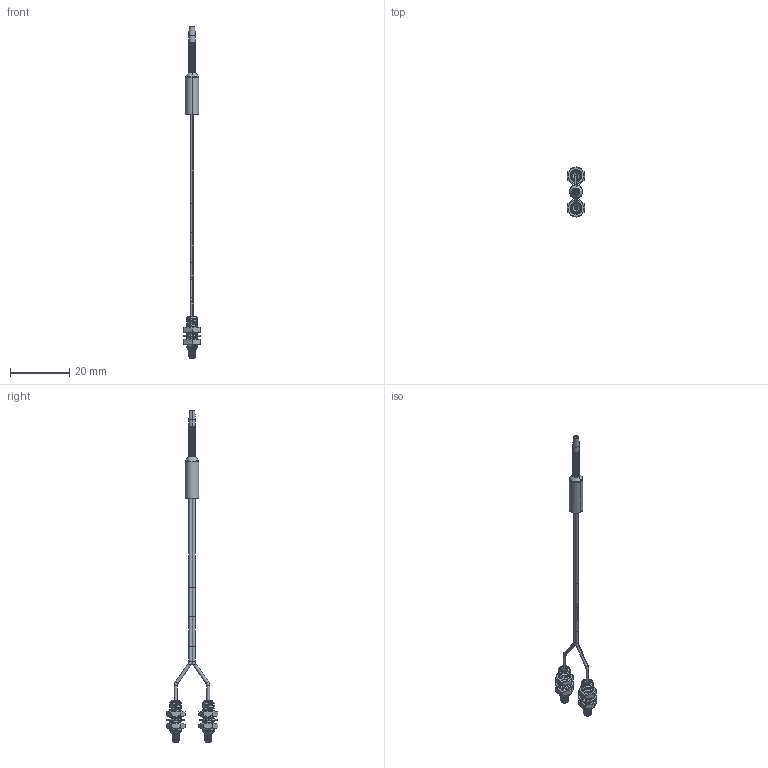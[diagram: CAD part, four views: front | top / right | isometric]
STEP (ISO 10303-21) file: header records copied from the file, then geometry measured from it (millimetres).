
FILE_DESCRIPTION((''),'2;1');
FILE_NAME('193967_ASM','2016-03-09T',('pdmadmin'),(''),'PRO/ENGINEER BY PARAMETRIC TECHNOLOGY CORPORATION, 2013230','PRO/ENGINEER BY PARAMETRIC TECHNOLOGY CORPORATION, 2013230','');
FILE_SCHEMA(('CONFIG_CONTROL_DESIGN'));
Length unit declared in the file: inch
Products named in the file (8): 112649; 10141; 10141_CURVED; 38712; 08393_M3_ITLW_NI_PLATE; 08396_M3X0; 65920_ASM; 193967_ASM
Assembly tree (14 placements, depth 3):
  193967_ASM
    65920_ASM
      112649
      10141  x2
      10141_CURVED  x2
      38712  x2
      08393_M3_ITLW_NI_PLATE  x2
      08396_M3X0  x4
Bounding box: 5.99 x 17.37 x 112.4 mm (x, y, z)
Volume: 632.2 mm3; surface area: 2363.4 mm2
Topology: 13 solids, 15 shells, 812 faces, 2024 edges, 1242 vertices
Faces by surface type: cylinder 314, cone 254, plane 96, torus 94, bspline 54
Entity records: 22904 total; most frequent: CARTESIAN_POINT 10017, DIRECTION 2903, ORIENTED_EDGE 2602, EDGE_CURVE 1303, AXIS2_PLACEMENT_3D 1225, VERTEX_POINT 796, CIRCLE 695, EDGE_LOOP 533
